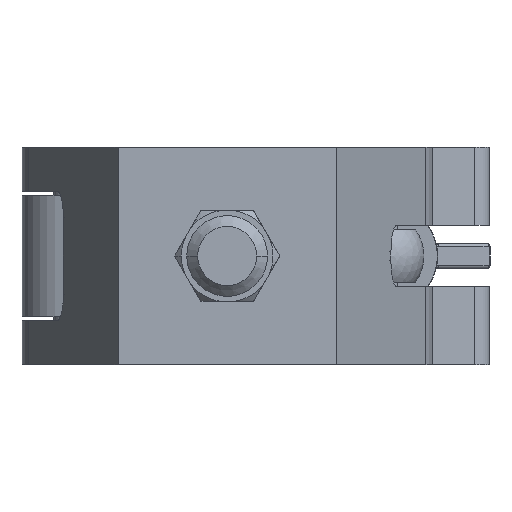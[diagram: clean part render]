
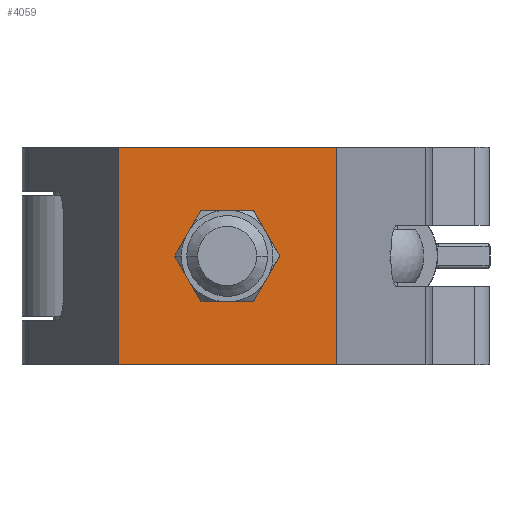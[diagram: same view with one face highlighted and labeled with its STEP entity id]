
A CAD part, front view. The second image highlights one B-rep face of the part: STEP entity #4059.
In plain terms, the highlighted planar face has unit normal (0, -1, 0).
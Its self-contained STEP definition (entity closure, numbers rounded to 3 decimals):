
#23 = VERTEX_POINT ( 'NONE', #9223 ) ;
#422 = CARTESIAN_POINT ( 'NONE',  ( -25., 0., 24.95 ) ) ;
#578 = CARTESIAN_POINT ( 'NONE',  ( 25., 0., 24.95 ) ) ;
#804 = DIRECTION ( 'NONE',  ( 0., 1., 0. ) ) ;
#1720 = DIRECTION ( 'NONE',  ( 0., 1., 0. ) ) ;
#2082 = DIRECTION ( 'NONE',  ( 0., 0., 1. ) ) ;
#2460 = VECTOR ( 'NONE', #7431, 1000. ) ;
#2969 = CARTESIAN_POINT ( 'NONE',  ( 0., 0., 0. ) ) ;
#3495 = CARTESIAN_POINT ( 'NONE',  ( -25., 0., -24.95 ) ) ;
#3835 = VERTEX_POINT ( 'NONE', #13995 ) ;
#4059 = ADVANCED_FACE ( 'NONE', ( #4924, #7463 ), #6949, .F. ) ;
#4378 = VECTOR ( 'NONE', #9327, 1000. ) ;
#4529 = CIRCLE ( 'NONE', #13998, 6.35 ) ;
#4924 = FACE_BOUND ( 'NONE', #6459, .T. ) ;
#5499 = ORIENTED_EDGE ( 'NONE', *, *, #8853, .T. ) ;
#5658 = VERTEX_POINT ( 'NONE', #11669 ) ;
#5686 = LINE ( 'NONE', #5912, #13327 ) ;
#5822 = LINE ( 'NONE', #16257, #2460 ) ;
#5912 = CARTESIAN_POINT ( 'NONE',  ( 25., 0., 24.95 ) ) ;
#6057 = ORIENTED_EDGE ( 'NONE', *, *, #13502, .F. ) ;
#6432 = CARTESIAN_POINT ( 'NONE',  ( -25., 0., 24.95 ) ) ;
#6459 = EDGE_LOOP ( 'NONE', ( #9679, #6924 ) ) ;
#6595 = EDGE_CURVE ( 'NONE', #10009, #6878, #14790, .T. ) ;
#6771 = DIRECTION ( 'NONE',  ( 0., 1., 0. ) ) ;
#6878 = VERTEX_POINT ( 'NONE', #578 ) ;
#6924 = ORIENTED_EDGE ( 'NONE', *, *, #9012, .T. ) ;
#6949 = PLANE ( 'NONE',  #7335 ) ;
#7335 = AXIS2_PLACEMENT_3D ( 'NONE', #15869, #804, #2082 ) ;
#7431 = DIRECTION ( 'NONE',  ( 1., 0., 0. ) ) ;
#7463 = FACE_OUTER_BOUND ( 'NONE', #10027, .T. ) ;
#7673 = ORIENTED_EDGE ( 'NONE', *, *, #15595, .T. ) ;
#8260 = EDGE_CURVE ( 'NONE', #5658, #23, #14183, .T. ) ;
#8853 = EDGE_CURVE ( 'NONE', #10009, #9274, #13342, .T. ) ;
#9012 = EDGE_CURVE ( 'NONE', #23, #5658, #4529, .T. ) ;
#9147 = CARTESIAN_POINT ( 'NONE',  ( 0., 0., 0. ) ) ;
#9223 = CARTESIAN_POINT ( 'NONE',  ( 0., 0., -6.35 ) ) ;
#9274 = VERTEX_POINT ( 'NONE', #3495 ) ;
#9327 = DIRECTION ( 'NONE',  ( 1., 0., 0. ) ) ;
#9679 = ORIENTED_EDGE ( 'NONE', *, *, #8260, .T. ) ;
#10009 = VERTEX_POINT ( 'NONE', #12149 ) ;
#10027 = EDGE_LOOP ( 'NONE', ( #7673, #6057, #11204, #5499 ) ) ;
#11204 = ORIENTED_EDGE ( 'NONE', *, *, #6595, .F. ) ;
#11669 = CARTESIAN_POINT ( 'NONE',  ( 0., 0., 6.35 ) ) ;
#12149 = CARTESIAN_POINT ( 'NONE',  ( -25., 0., 24.95 ) ) ;
#12523 = AXIS2_PLACEMENT_3D ( 'NONE', #9147, #6771, #12870 ) ;
#12765 = VECTOR ( 'NONE', #15215, 1000. ) ;
#12870 = DIRECTION ( 'NONE',  ( 0., 0., 1. ) ) ;
#13327 = VECTOR ( 'NONE', #15857, 1000. ) ;
#13342 = LINE ( 'NONE', #6432, #12765 ) ;
#13502 = EDGE_CURVE ( 'NONE', #6878, #3835, #5686, .T. ) ;
#13995 = CARTESIAN_POINT ( 'NONE',  ( 25., 0., -24.95 ) ) ;
#13998 = AXIS2_PLACEMENT_3D ( 'NONE', #2969, #1720, #15619 ) ;
#14183 = CIRCLE ( 'NONE', #12523, 6.35 ) ;
#14790 = LINE ( 'NONE', #422, #4378 ) ;
#15215 = DIRECTION ( 'NONE',  ( 0., 0., -1. ) ) ;
#15595 = EDGE_CURVE ( 'NONE', #9274, #3835, #5822, .T. ) ;
#15619 = DIRECTION ( 'NONE',  ( 0., 0., 1. ) ) ;
#15857 = DIRECTION ( 'NONE',  ( 0., 0., -1. ) ) ;
#15869 = CARTESIAN_POINT ( 'NONE',  ( -25., 0., 24.95 ) ) ;
#16257 = CARTESIAN_POINT ( 'NONE',  ( -25., 0., -24.95 ) ) ;
